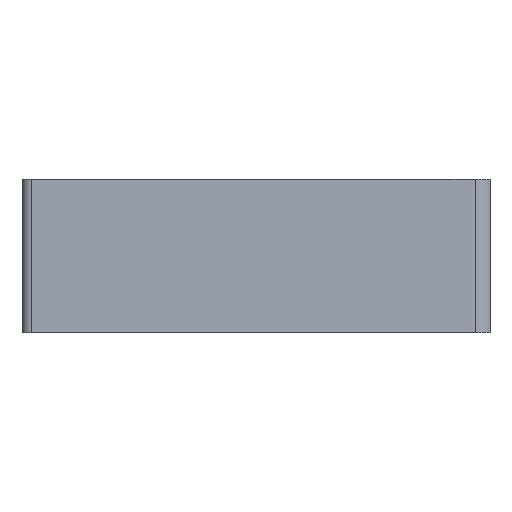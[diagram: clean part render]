
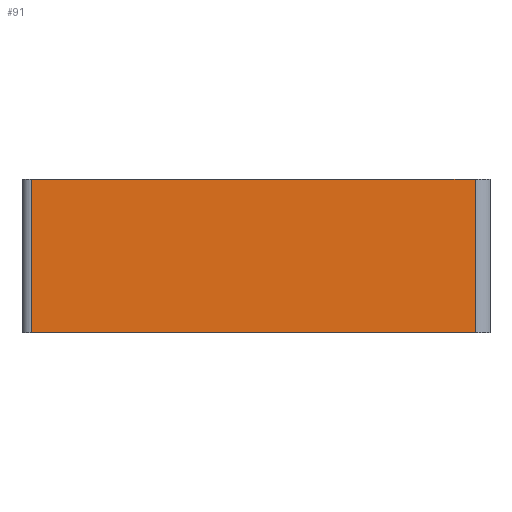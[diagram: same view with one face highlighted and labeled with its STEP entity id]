
A CAD part, front view. The second image highlights one B-rep face of the part: STEP entity #91.
In plain terms, the highlighted planar face has unit normal (0.052, -0.999, 0).
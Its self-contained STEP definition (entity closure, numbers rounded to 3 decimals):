
#6 = CARTESIAN_POINT ( 'NONE',  ( 87.476, -82.02, -15. ) ) ;
#17 = DIRECTION ( 'NONE',  ( 0., 0., -1. ) ) ;
#22 = EDGE_CURVE ( 'NONE', #208, #234, #214, .T. ) ;
#39 = VERTEX_POINT ( 'NONE', #416 ) ;
#42 = EDGE_CURVE ( 'NONE', #39, #234, #554, .T. ) ;
#85 = CARTESIAN_POINT ( 'NONE',  ( 1.094, -86.548, -15. ) ) ;
#89 = ORIENTED_EDGE ( 'NONE', *, *, #331, .T. ) ;
#91 = ADVANCED_FACE ( 'NONE', ( #642 ), #116, .T. ) ;
#102 = ORIENTED_EDGE ( 'NONE', *, *, #22, .F. ) ;
#108 = DIRECTION ( 'NONE',  ( -0.999, -0.052, 0. ) ) ;
#116 = PLANE ( 'NONE',  #401 ) ;
#127 = VECTOR ( 'NONE', #762, 1000. ) ;
#158 = ORIENTED_EDGE ( 'NONE', *, *, #42, .T. ) ;
#170 = DIRECTION ( 'NONE',  ( 0.052, -0.999, 0. ) ) ;
#179 = CARTESIAN_POINT ( 'NONE',  ( 1.094, -86.548, 15. ) ) ;
#208 = VERTEX_POINT ( 'NONE', #6 ) ;
#214 = LINE ( 'NONE', #85, #324 ) ;
#234 = VERTEX_POINT ( 'NONE', #438 ) ;
#278 = CARTESIAN_POINT ( 'NONE',  ( 87.476, -82.02, 15. ) ) ;
#324 = VECTOR ( 'NONE', #108, 1000. ) ;
#331 = EDGE_CURVE ( 'NONE', #660, #39, #656, .T. ) ;
#401 = AXIS2_PLACEMENT_3D ( 'NONE', #441, #170, #732 ) ;
#416 = CARTESIAN_POINT ( 'NONE',  ( 1.094, -86.548, 15. ) ) ;
#424 = EDGE_CURVE ( 'NONE', #660, #208, #827, .T. ) ;
#438 = CARTESIAN_POINT ( 'NONE',  ( 1.094, -86.548, -15. ) ) ;
#441 = CARTESIAN_POINT ( 'NONE',  ( 1.094, -86.548, 15. ) ) ;
#484 = CARTESIAN_POINT ( 'NONE',  ( 87.476, -82.02, 15. ) ) ;
#491 = DIRECTION ( 'NONE',  ( 0., 0., -1. ) ) ;
#532 = VECTOR ( 'NONE', #17, 1000. ) ;
#554 = LINE ( 'NONE', #179, #532 ) ;
#624 = ORIENTED_EDGE ( 'NONE', *, *, #424, .F. ) ;
#642 = FACE_OUTER_BOUND ( 'NONE', #688, .T. ) ;
#656 = LINE ( 'NONE', #786, #127 ) ;
#660 = VERTEX_POINT ( 'NONE', #278 ) ;
#688 = EDGE_LOOP ( 'NONE', ( #102, #624, #89, #158 ) ) ;
#732 = DIRECTION ( 'NONE',  ( 0.999, 0.052, 0. ) ) ;
#762 = DIRECTION ( 'NONE',  ( -0.999, -0.052, 0. ) ) ;
#786 = CARTESIAN_POINT ( 'NONE',  ( 1.094, -86.548, 15. ) ) ;
#826 = VECTOR ( 'NONE', #491, 1000. ) ;
#827 = LINE ( 'NONE', #484, #826 ) ;
